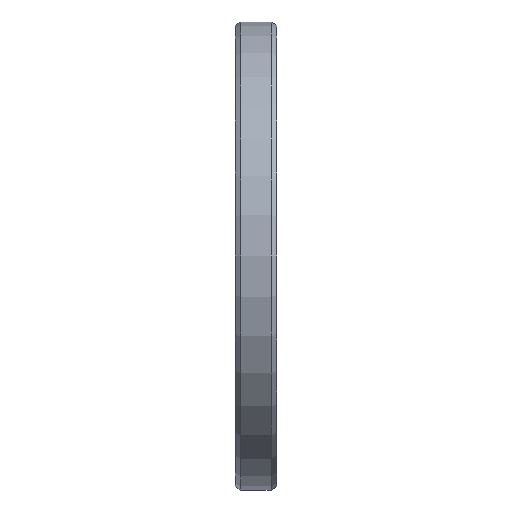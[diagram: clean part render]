
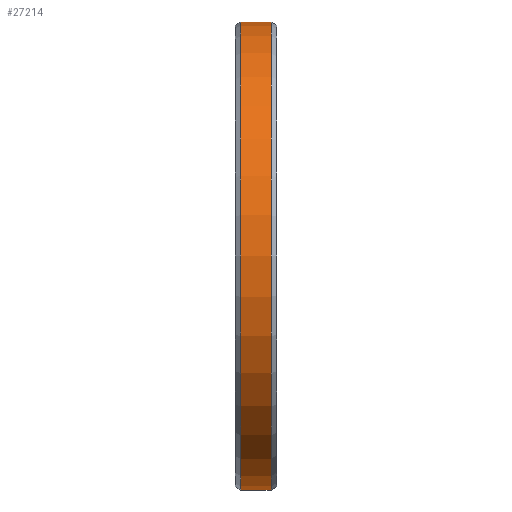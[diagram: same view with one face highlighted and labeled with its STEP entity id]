
A CAD part, left-side view. The second image highlights one B-rep face of the part: STEP entity #27214.
In plain terms, the highlighted cylindrical face has radius 85 mm (diameter 170 mm), a partial arc.
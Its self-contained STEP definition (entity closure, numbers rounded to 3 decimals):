
#26239=CARTESIAN_POINT('',(0.,-5.5,0.));
#26240=DIRECTION('',(0.,1.,0.));
#26241=DIRECTION('',(0.,0.,-1.));
#26242=AXIS2_PLACEMENT_3D('',#26239,#26240,#26241);
#26247=DIRECTION('',(0.,1.,0.));
#26248=VECTOR('',#26247,11.);
#26249=CARTESIAN_POINT('',(0.,-5.5,-85.));
#26250=LINE('',#26249,#26248);
#26262=DIRECTION('',(0.,1.,0.));
#26263=VECTOR('',#26262,11.);
#26264=CARTESIAN_POINT('',(0.,-5.5,85.));
#26265=LINE('',#26264,#26263);
#26291=CARTESIAN_POINT('',(0.,5.5,0.));
#26292=DIRECTION('',(0.,1.,0.));
#26293=DIRECTION('',(0.,0.,-1.));
#26294=AXIS2_PLACEMENT_3D('',#26291,#26292,#26293);
#27075=CARTESIAN_POINT('',(0.,-5.5,-85.));
#27077=VERTEX_POINT('',#27075);
#27078=CARTESIAN_POINT('',(0.,5.5,-85.));
#27079=VERTEX_POINT('',#27078);
#27087=CARTESIAN_POINT('',(0.,-5.5,85.));
#27089=VERTEX_POINT('',#27087);
#27090=CARTESIAN_POINT('',(0.,5.5,85.));
#27091=VERTEX_POINT('',#27090);
#27200=CARTESIAN_POINT('',(0.,-8.25,0.));
#27201=DIRECTION('',(0.,1.,0.));
#27202=DIRECTION('',(0.,0.,-1.));
#27203=AXIS2_PLACEMENT_3D('',#27200,#27201,#27202);
#27204=CYLINDRICAL_SURFACE('',#27203,85.);
#27206=ORIENTED_EDGE('',*,*,#27205,.T.);
#27208=ORIENTED_EDGE('',*,*,#27207,.T.);
#27210=ORIENTED_EDGE('',*,*,#27209,.F.);
#27211=ORIENTED_EDGE('',*,*,#27185,.F.);
#27212=EDGE_LOOP('',(#27206,#27208,#27210,#27211));
#27213=FACE_OUTER_BOUND('',#27212,.F.);
#26243=CIRCLE('',#26242,85.);
#26295=CIRCLE('',#26294,85.);
#27185=EDGE_CURVE('',#27077,#27089,#26243,.T.);
#27205=EDGE_CURVE('',#27077,#27079,#26250,.T.);
#27207=EDGE_CURVE('',#27079,#27091,#26295,.T.);
#27209=EDGE_CURVE('',#27089,#27091,#26265,.T.);
#27214=ADVANCED_FACE('',(#27213),#27204,.T.);
